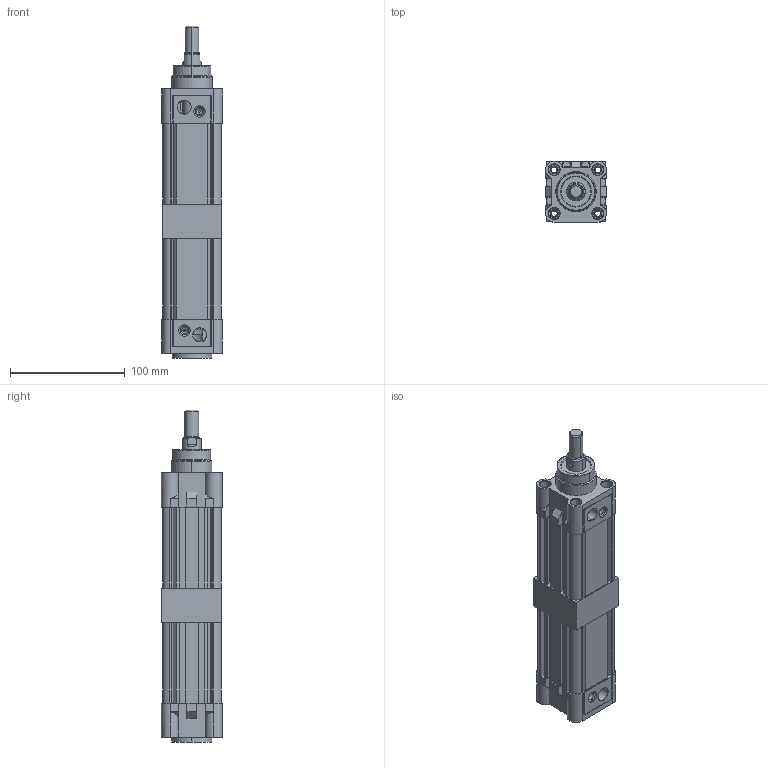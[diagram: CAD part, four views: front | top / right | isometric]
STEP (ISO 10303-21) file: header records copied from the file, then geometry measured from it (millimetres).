
FILE_DESCRIPTION (( 'STEP AP203' ), '1' );
FILE_NAME ('40X25TANDEM.STEP', '2017-12-26T09:13:58', ( 'USER' ), ( '' ), 'SwSTEP 2.0', 'SolidWorks 2017', '' );
FILE_SCHEMA (( 'CONFIG_CONTROL_DESIGN' ));
Length unit declared in the file: millimetre
Products named in the file (8): 40; KDNC 40x25 BORU; Saplama Mili 40X25 STROK TANDEM; ARKA KAPAK 40; ORTA PÝSTON 40 TANDEM; 烰 KAPAK  40; PÝSTON MÝLÝ 40X25; 40X25TANDEM
Assembly tree (9 placements, depth 2):
  40X25TANDEM
    40
    KDNC 40x25 BORU  x2
    Saplama Mili 40X25 STROK TANDEM
    ARKA KAPAK 40
    ORTA PÝSTON 40 TANDEM  x2
    烰 KAPAK  40
    PÝSTON MÝLÝ 40X25
Bounding box: 53 x 53.3 x 289 mm (x, y, z)
Volume: 439872.8 mm3; surface area: 171043.8 mm2
Topology: 10 solids, 10 shells, 879 faces, 2181 edges, 1379 vertices
Faces by surface type: plane 354, cylinder 348, cone 119, bspline 36, torus 16, sphere 6
Entity records: 26154 total; most frequent: CARTESIAN_POINT 8806, DIRECTION 3424, ORIENTED_EDGE 3422, EDGE_CURVE 1711, AXIS2_PLACEMENT_3D 1283, VERTEX_POINT 1083, LINE 858, VECTOR 858
